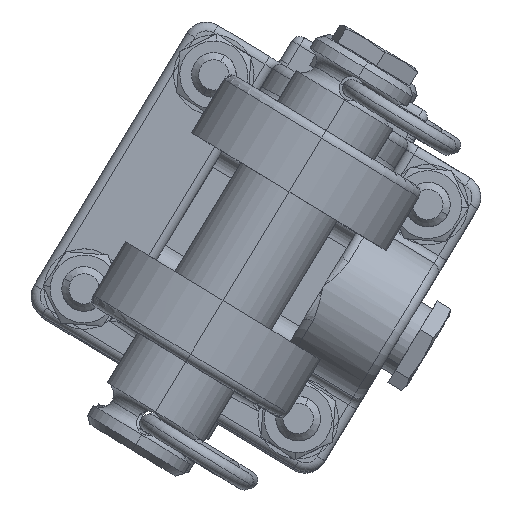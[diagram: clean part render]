
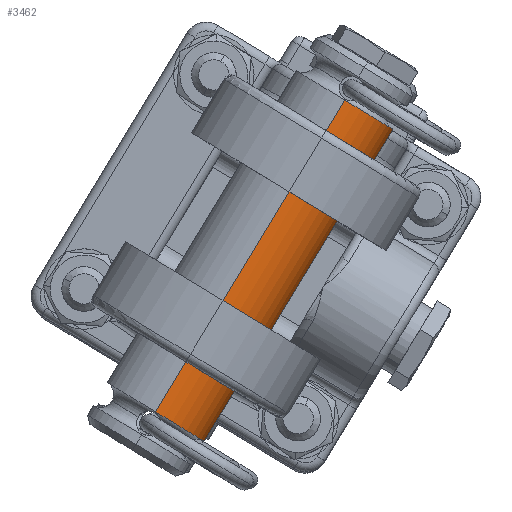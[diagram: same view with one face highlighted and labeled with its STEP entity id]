
A CAD part, top view. The second image highlights one B-rep face of the part: STEP entity #3462.
In plain terms, the highlighted cylindrical face has radius 12.65 mm (diameter 25.3 mm), a partial arc.
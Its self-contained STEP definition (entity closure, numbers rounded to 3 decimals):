
#205 = DIRECTION ( 'NONE',  ( 0., 1., 0. ) ) ;
#351 = CARTESIAN_POINT ( 'NONE',  ( 10., 0., 0. ) ) ;
#401 = VERTEX_POINT ( 'NONE', #14192 ) ;
#1262 = VERTEX_POINT ( 'NONE', #5233 ) ;
#1892 = CIRCLE ( 'NONE', #13148, 12.65 ) ;
#2735 = EDGE_CURVE ( 'NONE', #401, #1262, #12454, .T. ) ;
#3462 = ADVANCED_FACE ( 'NONE', ( #4660 ), #14296, .T. ) ;
#3596 = DIRECTION ( 'NONE',  ( 0., 1., 0. ) ) ;
#4475 = AXIS2_PLACEMENT_3D ( 'NONE', #19008, #12557, #7723 ) ;
#4660 = FACE_OUTER_BOUND ( 'NONE', #12139, .T. ) ;
#4831 = VECTOR ( 'NONE', #17060, 1000. ) ;
#5233 = CARTESIAN_POINT ( 'NONE',  ( 10., -12.65, 0. ) ) ;
#6423 = VECTOR ( 'NONE', #11007, 1000. ) ;
#6454 = ORIENTED_EDGE ( 'NONE', *, *, #10669, .F. ) ;
#6616 = CARTESIAN_POINT ( 'NONE',  ( 91.6, 12.65, 0. ) ) ;
#7723 = DIRECTION ( 'NONE',  ( 0., 1., 0. ) ) ;
#8951 = VERTEX_POINT ( 'NONE', #15602 ) ;
#9280 = EDGE_CURVE ( 'NONE', #17275, #8951, #1892, .T. ) ;
#9917 = CARTESIAN_POINT ( 'NONE',  ( 91.6, 0., 0. ) ) ;
#10669 = EDGE_CURVE ( 'NONE', #401, #17275, #18817, .T. ) ;
#10816 = ORIENTED_EDGE ( 'NONE', *, *, #2735, .T. ) ;
#11007 = DIRECTION ( 'NONE',  ( 1., 0., 0. ) ) ;
#12139 = EDGE_LOOP ( 'NONE', ( #10816, #15213, #19990, #6454 ) ) ;
#12454 = CIRCLE ( 'NONE', #4475, 12.65 ) ;
#12557 = DIRECTION ( 'NONE',  ( 1., 0., 0. ) ) ;
#12641 = EDGE_CURVE ( 'NONE', #1262, #8951, #13277, .T. ) ;
#12773 = CARTESIAN_POINT ( 'NONE',  ( 10., -12.65, 0. ) ) ;
#13148 = AXIS2_PLACEMENT_3D ( 'NONE', #9917, #19579, #205 ) ;
#13277 = LINE ( 'NONE', #12773, #6423 ) ;
#14192 = CARTESIAN_POINT ( 'NONE',  ( 10., 12.65, 0. ) ) ;
#14296 = CYLINDRICAL_SURFACE ( 'NONE', #20394, 12.65 ) ;
#15213 = ORIENTED_EDGE ( 'NONE', *, *, #12641, .T. ) ;
#15602 = CARTESIAN_POINT ( 'NONE',  ( 91.6, -12.65, 0. ) ) ;
#17060 = DIRECTION ( 'NONE',  ( 1., 0., 0. ) ) ;
#17275 = VERTEX_POINT ( 'NONE', #6616 ) ;
#18293 = DIRECTION ( 'NONE',  ( 1., 0., 0. ) ) ;
#18817 = LINE ( 'NONE', #20147, #4831 ) ;
#19008 = CARTESIAN_POINT ( 'NONE',  ( 10., 0., 0. ) ) ;
#19579 = DIRECTION ( 'NONE',  ( 1., 0., 0. ) ) ;
#19990 = ORIENTED_EDGE ( 'NONE', *, *, #9280, .F. ) ;
#20147 = CARTESIAN_POINT ( 'NONE',  ( 10., 12.65, 0. ) ) ;
#20394 = AXIS2_PLACEMENT_3D ( 'NONE', #351, #18293, #3596 ) ;
